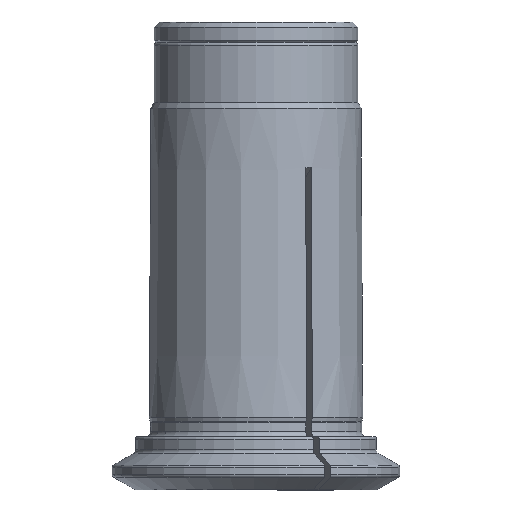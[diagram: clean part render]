
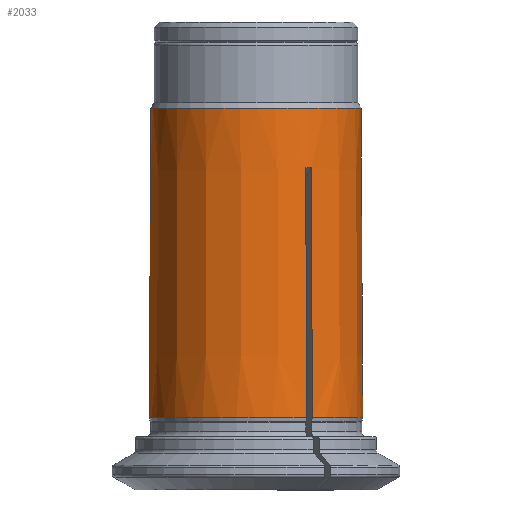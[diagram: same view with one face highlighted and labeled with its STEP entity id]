
A CAD part, front view. The second image highlights one B-rep face of the part: STEP entity #2033.
In plain terms, the highlighted conical face has half-angle 0.287 degrees and reference radius 15.966 mm.
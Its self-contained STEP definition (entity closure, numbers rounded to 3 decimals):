
#27=ELLIPSE('',#2196,20.685,15.845);
#28=ELLIPSE('',#2200,20.685,15.845);
#29=ELLIPSE('',#2204,20.685,15.845);
#65=LINE('',#2764,#128);
#75=LINE('',#2835,#138);
#85=LINE('',#2894,#148);
#114=LINE('',#3107,#177);
#119=LINE('',#3142,#182);
#126=LINE('',#3179,#189);
#128=VECTOR('',#2341,1000.);
#138=VECTOR('',#2363,1000.);
#148=VECTOR('',#2385,1000.);
#177=VECTOR('',#2568,1000.);
#182=VECTOR('',#2581,1000.);
#189=VECTOR('',#2598,1000.);
#545=ORIENTED_EDGE('',*,*,#832,.F.);
#546=ORIENTED_EDGE('',*,*,#833,.T.);
#547=ORIENTED_EDGE('',*,*,#677,.T.);
#548=ORIENTED_EDGE('',*,*,#811,.F.);
#549=ORIENTED_EDGE('',*,*,#819,.F.);
#550=ORIENTED_EDGE('',*,*,#834,.T.);
#551=ORIENTED_EDGE('',*,*,#719,.F.);
#552=ORIENTED_EDGE('',*,*,#803,.F.);
#553=ORIENTED_EDGE('',*,*,#808,.T.);
#554=ORIENTED_EDGE('',*,*,#835,.T.);
#555=ORIENTED_EDGE('',*,*,#699,.T.);
#556=ORIENTED_EDGE('',*,*,#822,.F.);
#557=ORIENTED_EDGE('',*,*,#836,.F.);
#677=EDGE_CURVE('',#877,#876,#65,.T.);
#699=EDGE_CURVE('',#899,#898,#75,.T.);
#719=EDGE_CURVE('',#916,#917,#85,.T.);
#803=EDGE_CURVE('',#975,#916,#27,.T.);
#808=EDGE_CURVE('',#975,#977,#114,.T.);
#811=EDGE_CURVE('',#978,#876,#28,.T.);
#819=EDGE_CURVE('',#982,#978,#119,.T.);
#822=EDGE_CURVE('',#983,#898,#29,.T.);
#832=EDGE_CURVE('',#990,#983,#126,.T.);
#833=EDGE_CURVE('',#990,#877,#1071,.T.);
#834=EDGE_CURVE('',#982,#917,#1072,.T.);
#835=EDGE_CURVE('',#977,#899,#1073,.T.);
#836=EDGE_CURVE('',#991,#991,#1074,.T.);
#876=VERTEX_POINT('',#2763);
#877=VERTEX_POINT('',#2765);
#898=VERTEX_POINT('',#2834);
#899=VERTEX_POINT('',#2836);
#916=VERTEX_POINT('',#2893);
#917=VERTEX_POINT('',#2895);
#975=VERTEX_POINT('',#3095);
#977=VERTEX_POINT('',#3106);
#978=VERTEX_POINT('',#3112);
#982=VERTEX_POINT('',#3141);
#983=VERTEX_POINT('',#3147);
#990=VERTEX_POINT('',#3178);
#991=VERTEX_POINT('',#3185);
#1071=CIRCLE('',#2208,15.966);
#1072=CIRCLE('',#2209,15.966);
#1073=CIRCLE('',#2210,15.966);
#1074=CIRCLE('',#2211,15.735);
#1183=EDGE_LOOP('',(#545,#546,#547,#548,#549,#550,#551,#552,#553,#554,#555,
#556));
#1184=EDGE_LOOP('',(#557));
#1313=FACE_BOUND('',#1183,.T.);
#1314=FACE_BOUND('',#1184,.T.);
#1364=CONICAL_SURFACE('',#2207,15.966,0.005);
#2033=ADVANCED_FACE('',(#1313,#1314),#1364,.T.);
#2196=AXIS2_PLACEMENT_3D('',#3096,#2561,#2562);
#2200=AXIS2_PLACEMENT_3D('',#3113,#2575,#2576);
#2204=AXIS2_PLACEMENT_3D('',#3148,#2588,#2589);
#2207=AXIS2_PLACEMENT_3D('',#3180,#2599,#2600);
#2208=AXIS2_PLACEMENT_3D('',#3181,#2601,#2602);
#2209=AXIS2_PLACEMENT_3D('',#3182,#2603,#2604);
#2210=AXIS2_PLACEMENT_3D('',#3183,#2605,#2606);
#2211=AXIS2_PLACEMENT_3D('',#3184,#2607,#2608);
#2341=DIRECTION('',(-0.003,-0.004,1.));
#2363=DIRECTION('',(-0.003,0.004,1.));
#2385=DIRECTION('',(-0.005,0.,-1.));
#2561=DIRECTION('',(-0.643,0.,-0.766));
#2562=DIRECTION('',(0.766,0.,-0.643));
#2568=DIRECTION('',(-0.005,0.,-1.));
#2575=DIRECTION('',(0.321,0.557,-0.766));
#2576=DIRECTION('',(-0.383,-0.663,-0.643));
#2581=DIRECTION('',(-0.003,-0.004,1.));
#2588=DIRECTION('',(0.321,-0.557,-0.766));
#2589=DIRECTION('',(-0.383,0.663,-0.643));
#2598=DIRECTION('',(-0.003,0.004,1.));
#2599=DIRECTION('',(0.,0.,-1.));
#2600=DIRECTION('',(-1.,0.,0.));
#2601=DIRECTION('',(0.,0.,1.));
#2602=DIRECTION('',(1.,0.,0.));
#2603=DIRECTION('',(0.,0.,1.));
#2604=DIRECTION('',(1.,0.,0.));
#2605=DIRECTION('',(0.,0.,1.));
#2606=DIRECTION('',(1.,0.,0.));
#2607=DIRECTION('',(0.,0.,1.));
#2608=DIRECTION('',(1.,0.,0.));
#2763=CARTESIAN_POINT('',(8.318,13.408,48.233));
#2764=CARTESIAN_POINT('',(8.365,13.489,29.518));
#2765=CARTESIAN_POINT('',(8.412,13.57,10.803));
#2834=CARTESIAN_POINT('',(7.452,-13.908,48.233));
#2835=CARTESIAN_POINT('',(7.499,-13.989,29.518));
#2836=CARTESIAN_POINT('',(7.546,-14.07,10.803));
#2893=CARTESIAN_POINT('',(-15.771,0.5,48.233));
#2894=CARTESIAN_POINT('',(-15.865,0.5,29.518));
#2895=CARTESIAN_POINT('',(-15.958,0.5,10.803));
#3095=CARTESIAN_POINT('',(-15.771,-0.5,48.233));
#3096=CARTESIAN_POINT('',(0.066,0.,34.944));
#3106=CARTESIAN_POINT('',(-15.958,-0.5,10.803));
#3107=CARTESIAN_POINT('',(-15.865,-0.5,29.518));
#3112=CARTESIAN_POINT('',(7.452,13.908,48.233));
#3113=CARTESIAN_POINT('',(-0.033,-0.058,34.944));
#3141=CARTESIAN_POINT('',(7.546,14.07,10.803));
#3142=CARTESIAN_POINT('',(7.499,13.989,29.518));
#3147=CARTESIAN_POINT('',(8.318,-13.408,48.233));
#3148=CARTESIAN_POINT('',(-0.033,0.058,34.944));
#3178=CARTESIAN_POINT('',(8.412,-13.57,10.803));
#3179=CARTESIAN_POINT('',(8.365,-13.489,29.518));
#3180=CARTESIAN_POINT('',(0.,0.,10.803));
#3181=CARTESIAN_POINT('',(0.,0.,10.803));
#3182=CARTESIAN_POINT('',(0.,0.,10.803));
#3183=CARTESIAN_POINT('',(0.,0.,10.803));
#3184=CARTESIAN_POINT('',(0.,0.,57.094));
#3185=CARTESIAN_POINT('',(15.735,0.,57.094));
